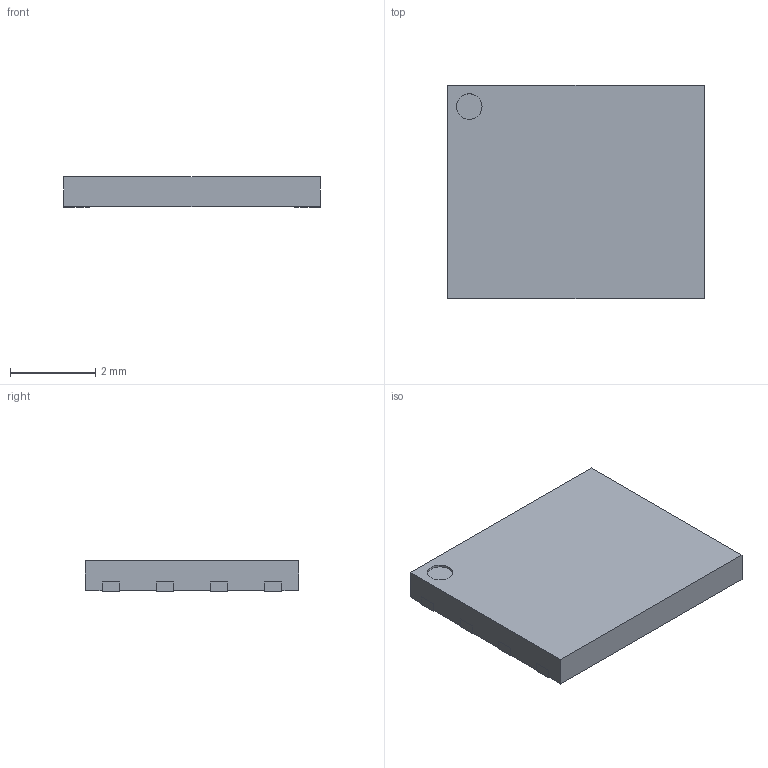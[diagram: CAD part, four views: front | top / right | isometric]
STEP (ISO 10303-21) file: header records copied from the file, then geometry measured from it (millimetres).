
FILE_DESCRIPTION(/* description */ (''),/* implementation_level */ '2;1');
FILE_NAME(/* name */ 'WSON6x5.step',/* time_stamp */ '2022-09-09T10:06:58+02:00',/* author */ (''),/* organization */ (''),/* preprocessor_version */ 'ST-DEVELOPER v19',/* originating_system */ 'Autodesk Translation Framework v11.7.0.108',/* authorisation */ '');
FILE_SCHEMA (('AUTOMOTIVE_DESIGN { 1 0 10303 214 3 1 1 }'));
Length unit declared in the file: millimetre
Products named in the file (1): WSON6x5
Bounding box: 6 x 5 x 0.72 mm (x, y, z)
Volume: 21 mm3; surface area: 83.9 mm2
Topology: 9 solids, 9 shells, 88 faces, 207 edges, 138 vertices
Faces by surface type: plane 71, cylinder 17
Full cylindrical faces by diameter (mm): 0.6 x1
Entity records: 2537 total; most frequent: CARTESIAN_POINT 434, DIRECTION 419, ORIENTED_EDGE 414, EDGE_CURVE 207, LINE 173, VECTOR 173, VERTEX_POINT 138, AXIS2_PLACEMENT_3D 123
